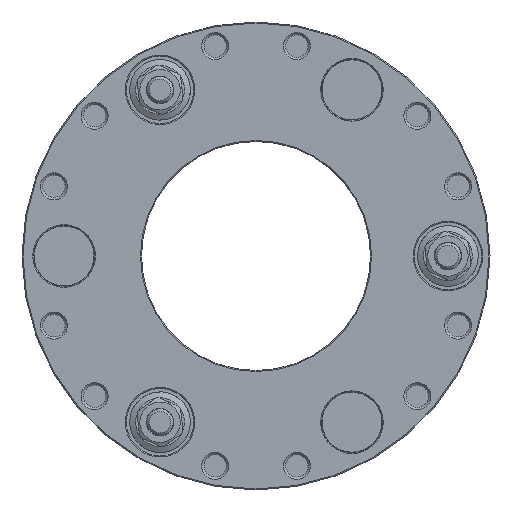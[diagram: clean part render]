
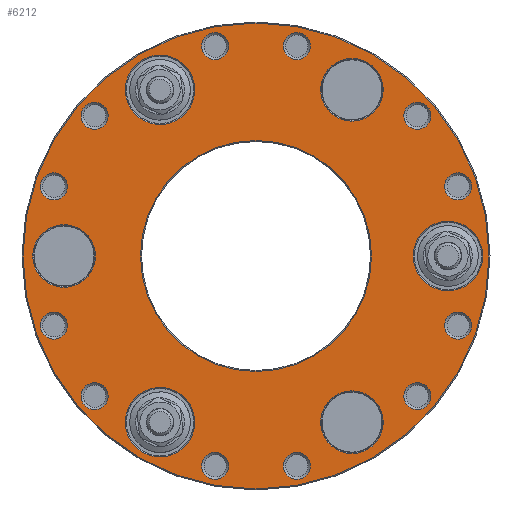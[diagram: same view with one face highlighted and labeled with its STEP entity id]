
A CAD part, left-side view. The second image highlights one B-rep face of the part: STEP entity #6212.
In plain terms, the highlighted planar face has unit normal (-1, 0, 0).
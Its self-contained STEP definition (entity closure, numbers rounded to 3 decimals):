
#273=PLANE('',#6602);
#612=ORIENTED_EDGE('',*,*,#1496,.T.);
#613=ORIENTED_EDGE('',*,*,#1499,.T.);
#614=ORIENTED_EDGE('',*,*,#1493,.T.);
#615=ORIENTED_EDGE('',*,*,#1495,.T.);
#616=ORIENTED_EDGE('',*,*,#1489,.T.);
#617=ORIENTED_EDGE('',*,*,#1491,.T.);
#618=ORIENTED_EDGE('',*,*,#1485,.T.);
#619=ORIENTED_EDGE('',*,*,#1487,.T.);
#620=ORIENTED_EDGE('',*,*,#1481,.T.);
#621=ORIENTED_EDGE('',*,*,#1483,.T.);
#622=ORIENTED_EDGE('',*,*,#1477,.T.);
#623=ORIENTED_EDGE('',*,*,#1479,.T.);
#624=ORIENTED_EDGE('',*,*,#1473,.T.);
#625=ORIENTED_EDGE('',*,*,#1475,.T.);
#626=ORIENTED_EDGE('',*,*,#1470,.T.);
#627=ORIENTED_EDGE('',*,*,#1468,.T.);
#628=ORIENTED_EDGE('',*,*,#1466,.T.);
#629=ORIENTED_EDGE('',*,*,#1537,.T.);
#630=ORIENTED_EDGE('',*,*,#1538,.T.);
#631=ORIENTED_EDGE('',*,*,#1539,.T.);
#1466=EDGE_CURVE('',#1954,#1954,#2334,.F.);
#1468=EDGE_CURVE('',#1956,#1956,#2336,.F.);
#1470=EDGE_CURVE('',#1958,#1958,#2338,.F.);
#1473=EDGE_CURVE('',#1961,#1961,#2341,.F.);
#1475=EDGE_CURVE('',#1963,#1963,#2343,.F.);
#1477=EDGE_CURVE('',#1965,#1965,#2345,.F.);
#1479=EDGE_CURVE('',#1967,#1967,#2347,.F.);
#1481=EDGE_CURVE('',#1969,#1969,#2349,.F.);
#1483=EDGE_CURVE('',#1971,#1971,#2351,.F.);
#1485=EDGE_CURVE('',#1973,#1973,#2353,.F.);
#1487=EDGE_CURVE('',#1975,#1975,#2355,.F.);
#1489=EDGE_CURVE('',#1977,#1977,#2357,.F.);
#1491=EDGE_CURVE('',#1979,#1979,#2359,.F.);
#1493=EDGE_CURVE('',#1981,#1981,#2361,.F.);
#1495=EDGE_CURVE('',#1983,#1983,#2363,.F.);
#1496=EDGE_CURVE('',#1984,#1984,#2364,.F.);
#1499=EDGE_CURVE('',#1987,#1987,#2367,.T.);
#1537=EDGE_CURVE('',#2025,#2025,#2405,.F.);
#1538=EDGE_CURVE('',#2026,#2026,#2406,.F.);
#1539=EDGE_CURVE('',#2027,#2027,#2407,.F.);
#1954=VERTEX_POINT('',#8566);
#1956=VERTEX_POINT('',#8571);
#1958=VERTEX_POINT('',#8576);
#1961=VERTEX_POINT('',#8583);
#1963=VERTEX_POINT('',#8588);
#1965=VERTEX_POINT('',#8593);
#1967=VERTEX_POINT('',#8598);
#1969=VERTEX_POINT('',#8603);
#1971=VERTEX_POINT('',#8608);
#1973=VERTEX_POINT('',#8613);
#1975=VERTEX_POINT('',#8618);
#1977=VERTEX_POINT('',#8623);
#1979=VERTEX_POINT('',#8628);
#1981=VERTEX_POINT('',#8633);
#1983=VERTEX_POINT('',#8638);
#1984=VERTEX_POINT('',#8641);
#1987=VERTEX_POINT('',#8648);
#2025=VERTEX_POINT('',#8760);
#2026=VERTEX_POINT('',#8762);
#2027=VERTEX_POINT('',#8764);
#2334=CIRCLE('',#6480,10.3);
#2336=CIRCLE('',#6483,10.3);
#2338=CIRCLE('',#6486,10.3);
#2341=CIRCLE('',#6490,4.024);
#2343=CIRCLE('',#6493,4.024);
#2345=CIRCLE('',#6496,4.024);
#2347=CIRCLE('',#6499,4.024);
#2349=CIRCLE('',#6502,4.024);
#2351=CIRCLE('',#6505,4.024);
#2353=CIRCLE('',#6508,4.024);
#2355=CIRCLE('',#6511,4.024);
#2357=CIRCLE('',#6514,4.024);
#2359=CIRCLE('',#6517,4.024);
#2361=CIRCLE('',#6520,4.024);
#2363=CIRCLE('',#6523,4.024);
#2364=CIRCLE('',#6525,34.3);
#2367=CIRCLE('',#6529,69.2);
#2405=CIRCLE('',#6603,9.3);
#2406=CIRCLE('',#6604,9.3);
#2407=CIRCLE('',#6605,9.3);
#2800=EDGE_LOOP('',(#612));
#2801=EDGE_LOOP('',(#613));
#2802=EDGE_LOOP('',(#614));
#2803=EDGE_LOOP('',(#615));
#2804=EDGE_LOOP('',(#616));
#2805=EDGE_LOOP('',(#617));
#2806=EDGE_LOOP('',(#618));
#2807=EDGE_LOOP('',(#619));
#2808=EDGE_LOOP('',(#620));
#2809=EDGE_LOOP('',(#621));
#2810=EDGE_LOOP('',(#622));
#2811=EDGE_LOOP('',(#623));
#2812=EDGE_LOOP('',(#624));
#2813=EDGE_LOOP('',(#625));
#2814=EDGE_LOOP('',(#626));
#2815=EDGE_LOOP('',(#627));
#2816=EDGE_LOOP('',(#628));
#2817=EDGE_LOOP('',(#629));
#2818=EDGE_LOOP('',(#630));
#2819=EDGE_LOOP('',(#631));
#3392=FACE_BOUND('',#2800,.T.);
#3393=FACE_BOUND('',#2801,.T.);
#3394=FACE_BOUND('',#2802,.T.);
#3395=FACE_BOUND('',#2803,.T.);
#3396=FACE_BOUND('',#2804,.T.);
#3397=FACE_BOUND('',#2805,.T.);
#3398=FACE_BOUND('',#2806,.T.);
#3399=FACE_BOUND('',#2807,.T.);
#3400=FACE_BOUND('',#2808,.T.);
#3401=FACE_BOUND('',#2809,.T.);
#3402=FACE_BOUND('',#2810,.T.);
#3403=FACE_BOUND('',#2811,.T.);
#3404=FACE_BOUND('',#2812,.T.);
#3405=FACE_BOUND('',#2813,.T.);
#3406=FACE_BOUND('',#2814,.T.);
#3407=FACE_BOUND('',#2815,.T.);
#3408=FACE_BOUND('',#2816,.T.);
#3409=FACE_BOUND('',#2817,.T.);
#3410=FACE_BOUND('',#2818,.T.);
#3411=FACE_BOUND('',#2819,.T.);
#6212=ADVANCED_FACE('',(#3392,#3393,#3394,#3395,#3396,#3397,#3398,#3399,
#3400,#3401,#3402,#3403,#3404,#3405,#3406,#3407,#3408,#3409,#3410,#3411),
#273,.T.);
#6480=AXIS2_PLACEMENT_3D('',#8565,#7141,#7142);
#6483=AXIS2_PLACEMENT_3D('',#8570,#7147,#7148);
#6486=AXIS2_PLACEMENT_3D('',#8575,#7153,#7154);
#6490=AXIS2_PLACEMENT_3D('',#8582,#7161,#7162);
#6493=AXIS2_PLACEMENT_3D('',#8587,#7167,#7168);
#6496=AXIS2_PLACEMENT_3D('',#8592,#7173,#7174);
#6499=AXIS2_PLACEMENT_3D('',#8597,#7179,#7180);
#6502=AXIS2_PLACEMENT_3D('',#8602,#7185,#7186);
#6505=AXIS2_PLACEMENT_3D('',#8607,#7191,#7192);
#6508=AXIS2_PLACEMENT_3D('',#8612,#7197,#7198);
#6511=AXIS2_PLACEMENT_3D('',#8617,#7203,#7204);
#6514=AXIS2_PLACEMENT_3D('',#8622,#7209,#7210);
#6517=AXIS2_PLACEMENT_3D('',#8627,#7215,#7216);
#6520=AXIS2_PLACEMENT_3D('',#8632,#7221,#7222);
#6523=AXIS2_PLACEMENT_3D('',#8637,#7227,#7228);
#6525=AXIS2_PLACEMENT_3D('',#8640,#7231,#7232);
#6529=AXIS2_PLACEMENT_3D('',#8647,#7239,#7240);
#6602=AXIS2_PLACEMENT_3D('',#8758,#7385,#7386);
#6603=AXIS2_PLACEMENT_3D('',#8759,#7387,#7388);
#6604=AXIS2_PLACEMENT_3D('',#8761,#7389,#7390);
#6605=AXIS2_PLACEMENT_3D('',#8763,#7391,#7392);
#7141=DIRECTION('',(-1.,0.,0.));
#7142=DIRECTION('',(0.,-1.,0.));
#7147=DIRECTION('',(-1.,0.,0.));
#7148=DIRECTION('',(0.,0.5,-0.866));
#7153=DIRECTION('',(-1.,0.,0.));
#7154=DIRECTION('',(0.,0.5,0.866));
#7161=DIRECTION('',(-1.,0.,0.));
#7162=DIRECTION('',(0.,-1.,0.));
#7167=DIRECTION('',(-1.,0.,0.));
#7168=DIRECTION('',(0.,-1.,0.));
#7173=DIRECTION('',(-1.,0.,0.));
#7174=DIRECTION('',(0.,-0.5,0.866));
#7179=DIRECTION('',(-1.,0.,0.));
#7180=DIRECTION('',(0.,-0.5,0.866));
#7185=DIRECTION('',(-1.,0.,0.));
#7186=DIRECTION('',(0.,0.5,0.866));
#7191=DIRECTION('',(-1.,0.,0.));
#7192=DIRECTION('',(0.,0.5,0.866));
#7197=DIRECTION('',(-1.,0.,0.));
#7198=DIRECTION('',(0.,1.,0.));
#7203=DIRECTION('',(-1.,0.,0.));
#7204=DIRECTION('',(0.,1.,0.));
#7209=DIRECTION('',(-1.,0.,0.));
#7210=DIRECTION('',(0.,0.5,-0.866));
#7215=DIRECTION('',(-1.,0.,0.));
#7216=DIRECTION('',(0.,0.5,-0.866));
#7221=DIRECTION('',(-1.,0.,0.));
#7222=DIRECTION('',(0.,-0.5,-0.866));
#7227=DIRECTION('',(-1.,0.,0.));
#7228=DIRECTION('',(0.,-0.5,-0.866));
#7231=DIRECTION('',(-1.,0.,0.));
#7232=DIRECTION('',(0.,-1.,0.));
#7239=DIRECTION('',(-1.,0.,0.));
#7240=DIRECTION('',(0.,-1.,0.));
#7385=DIRECTION('',(-1.,0.,0.));
#7386=DIRECTION('',(0.,-1.,0.));
#7387=DIRECTION('',(-1.,0.,0.));
#7388=DIRECTION('',(0.,0.5,0.866));
#7389=DIRECTION('',(-1.,0.,0.));
#7390=DIRECTION('',(0.,0.5,-0.866));
#7391=DIRECTION('',(-1.,0.,0.));
#7392=DIRECTION('',(0.,-1.,0.));
#8565=CARTESIAN_POINT('',(0.,28.5,49.363));
#8566=CARTESIAN_POINT('',(0.,18.2,49.363));
#8570=CARTESIAN_POINT('',(0.,-57.,0.));
#8571=CARTESIAN_POINT('',(0.,-51.85,-8.92));
#8575=CARTESIAN_POINT('',(0.,28.5,-49.363));
#8576=CARTESIAN_POINT('',(0.,33.65,-40.443));
#8582=CARTESIAN_POINT('',(0.,47.924,41.66));
#8583=CARTESIAN_POINT('',(0.,43.901,41.66));
#8587=CARTESIAN_POINT('',(0.,60.04,20.674));
#8588=CARTESIAN_POINT('',(0.,56.017,20.674));
#8592=CARTESIAN_POINT('',(0.,47.924,-41.66));
#8593=CARTESIAN_POINT('',(0.,45.912,-38.175));
#8597=CARTESIAN_POINT('',(0.,60.04,-20.674));
#8598=CARTESIAN_POINT('',(0.,58.029,-17.189));
#8602=CARTESIAN_POINT('',(0.,-12.116,-62.333));
#8603=CARTESIAN_POINT('',(0.,-10.105,-58.849));
#8607=CARTESIAN_POINT('',(0.,12.116,-62.333));
#8608=CARTESIAN_POINT('',(0.,14.128,-58.849));
#8612=CARTESIAN_POINT('',(0.,-60.04,-20.674));
#8613=CARTESIAN_POINT('',(0.,-56.017,-20.674));
#8617=CARTESIAN_POINT('',(0.,-47.924,-41.66));
#8618=CARTESIAN_POINT('',(0.,-43.901,-41.66));
#8622=CARTESIAN_POINT('',(0.,-47.924,41.66));
#8623=CARTESIAN_POINT('',(0.,-45.912,38.175));
#8627=CARTESIAN_POINT('',(0.,-60.04,20.674));
#8628=CARTESIAN_POINT('',(0.,-58.029,17.189));
#8632=CARTESIAN_POINT('',(0.,12.116,62.333));
#8633=CARTESIAN_POINT('',(0.,10.105,58.849));
#8637=CARTESIAN_POINT('',(0.,-12.116,62.333));
#8638=CARTESIAN_POINT('',(0.,-14.128,58.849));
#8640=CARTESIAN_POINT('',(0.,0.,0.));
#8641=CARTESIAN_POINT('',(0.,-34.3,0.));
#8647=CARTESIAN_POINT('',(0.,0.,0.));
#8648=CARTESIAN_POINT('',(0.,-69.2,0.));
#8758=CARTESIAN_POINT('',(0.,0.,0.));
#8759=CARTESIAN_POINT('',(0.,-28.5,-49.363));
#8760=CARTESIAN_POINT('',(0.,-23.85,-41.309));
#8761=CARTESIAN_POINT('',(0.,-28.5,49.363));
#8762=CARTESIAN_POINT('',(0.,-23.85,41.309));
#8763=CARTESIAN_POINT('',(0.,57.,0.));
#8764=CARTESIAN_POINT('',(0.,47.7,0.));
